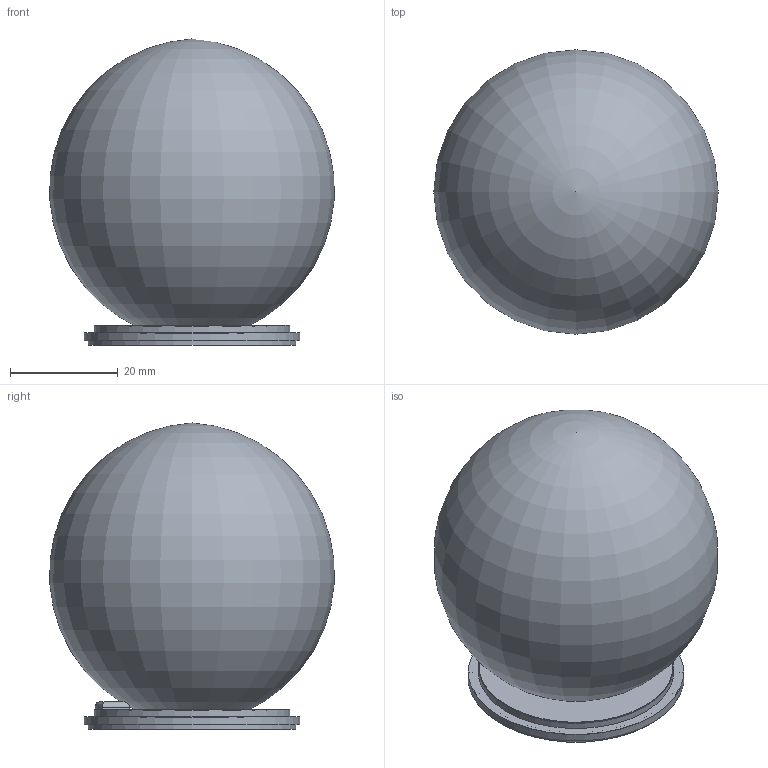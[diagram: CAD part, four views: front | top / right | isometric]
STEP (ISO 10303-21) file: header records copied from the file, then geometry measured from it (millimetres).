
FILE_DESCRIPTION(/* description */ ('Alibre Inc.'),/* implementation_level */ '2;1');
FILE_NAME(/* name */ 'export-9C61EFB7-9C0B-4F0D-91A6-AA7CD4138351',/* time_stamp */ '2019-01-27T12:10:40-06:00',/* author */ (''),/* organization */ (''),/* preprocessor_version */ 'ST-DEVELOPER v17',/* originating_system */ 'Alibre',/* authorisation */ '');
FILE_SCHEMA (('AUTOMOTIVE_DESIGN'));
Length unit declared in the file: millimetre
Bounding box: 52.67 x 52.67 x 56.7 mm (x, y, z)
Volume: 78056.5 mm3; surface area: 14924.5 mm2
Topology: 1 solids, 2 shells, 140 faces, 286 edges, 190 vertices
Faces by surface type: plane 120, cylinder 14, torus 5, cone 1
Full cylindrical faces by diameter (mm): 15.8 x1, 16.2 x1, 35.5 x2, 35.8 x1, 36 x1, 36.2 x1, 38.5 x2, 39.6 x1, 40 x1
Entity records: 3920 total; most frequent: CARTESIAN_POINT 1424, ORIENTED_EDGE 508, DIRECTION 324, EDGE_CURVE 254, FACE_BOUND 199, EDGE_LOOP 198, VERTEX_POINT 177, AXIS2_PLACEMENT_3D 166
